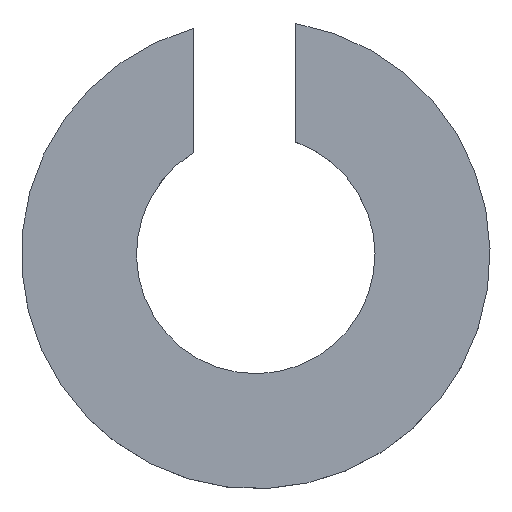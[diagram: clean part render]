
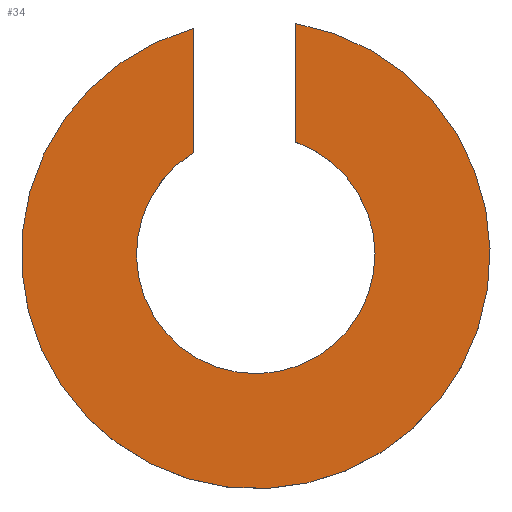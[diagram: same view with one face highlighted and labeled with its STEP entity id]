
A CAD part, top view. The second image highlights one B-rep face of the part: STEP entity #34.
In plain terms, the highlighted planar face has unit normal (0, 0, 1).
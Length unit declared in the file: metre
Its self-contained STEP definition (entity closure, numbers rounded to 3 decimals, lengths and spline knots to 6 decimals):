
#34 = ADVANCED_FACE( '', ( #65 ), #66, .T. );
#65 = FACE_OUTER_BOUND( '', #90, .T. );
#66 = PLANE( '', #91 );
#90 = EDGE_LOOP( '', ( #119, #120, #121, #122 ) );
#91 = AXIS2_PLACEMENT_3D( '', #123, #124, #125 );
#119 = ORIENTED_EDGE( '', *, *, #158, .T. );
#120 = ORIENTED_EDGE( '', *, *, #161, .T. );
#121 = ORIENTED_EDGE( '', *, *, #153, .F. );
#122 = ORIENTED_EDGE( '', *, *, #162, .F. );
#123 = CARTESIAN_POINT( '', ( 0., -0.00002, 0.0006 ) );
#124 = DIRECTION( '', ( 0., 0., 1. ) );
#125 = DIRECTION( '', ( 1., 0., 0. ) );
#153 = EDGE_CURVE( '', #172, #174, #175, .T. );
#158 = EDGE_CURVE( '', #183, #181, #184, .T. );
#161 = EDGE_CURVE( '', #181, #174, #187, .T. );
#162 = EDGE_CURVE( '', #183, #172, #188, .T. );
#172 = VERTEX_POINT( '', #198 );
#174 = VERTEX_POINT( '', #201 );
#175 = CIRCLE( '', #202, 0.0014 );
#181 = VERTEX_POINT( '', #209 );
#183 = VERTEX_POINT( '', #212 );
#184 = CIRCLE( '', #213, 0.00275 );
#187 = LINE( '', #217, #218 );
#188 = LINE( '', #219, #220 );
#198 = CARTESIAN_POINT( '', ( -0.00073, 0.001194, 0.0006 ) );
#201 = CARTESIAN_POINT( '', ( 0.00047, 0.001319, 0.0006 ) );
#202 = AXIS2_PLACEMENT_3D( '', #232, #233, #234 );
#209 = CARTESIAN_POINT( '', ( 0.00047, 0.00271, 0.0006 ) );
#212 = CARTESIAN_POINT( '', ( -0.00073, 0.002651, 0.0006 ) );
#213 = AXIS2_PLACEMENT_3D( '', #240, #241, #242 );
#217 = CARTESIAN_POINT( '', ( 0.00047, 0.002014, 0.0006 ) );
#218 = VECTOR( '', #244, 1. );
#219 = CARTESIAN_POINT( '', ( -0.00073, 0.001923, 0.0006 ) );
#220 = VECTOR( '', #245, 1. );
#232 = CARTESIAN_POINT( '', ( 0., 0., 0.0006 ) );
#233 = DIRECTION( '', ( 0., 0., 1. ) );
#234 = DIRECTION( '', ( 1., 0., 0. ) );
#240 = CARTESIAN_POINT( '', ( 0., 0., 0.0006 ) );
#241 = DIRECTION( '', ( 0., 0., 1. ) );
#242 = DIRECTION( '', ( 1., 0., 0. ) );
#244 = DIRECTION( '', ( 0., -1., 0. ) );
#245 = DIRECTION( '', ( 0., -1., 0. ) );
